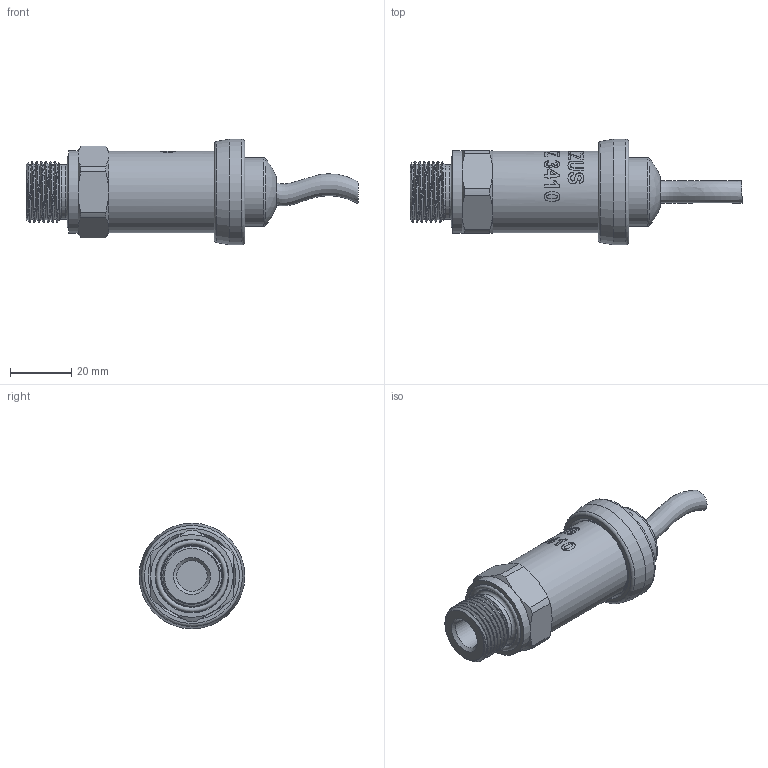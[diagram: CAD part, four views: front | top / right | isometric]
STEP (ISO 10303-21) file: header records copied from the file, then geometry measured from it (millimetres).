
FILE_DESCRIPTION(/* description */ (''),/* implementation_level */ '2;1');
FILE_NAME(/* name */ 'APZ3410_14_StainlessSteelCableGland.step',/* time_stamp */ '2021-06-17T12:52:32+03:00',/* author */ (''),/* organization */ (''),/* preprocessor_version */ 'ST-DEVELOPER v18.1',/* originating_system */ 'Autodesk Translation Framework v10.9.0.1377',/* authorisation */ '');
FILE_SCHEMA (('AUTOMOTIVE_DESIGN { 1 0 10303 214 3 1 1 }'));
Length unit declared in the file: millimetre
Products named in the file (7): APZ3410_x_y; Stainless steel cable gland assembly v4; wire; Stainless steel cable gland v2; Stainless steel cable gland nut v3; Shell; M20x1,5 DIN OPEN PORT PVC PVDF
Assembly tree (6 placements, depth 3):
  APZ3410_x_y
    Stainless steel cable gland assembly v4
      wire
      Stainless steel cable gland v2
      Stainless steel cable gland nut v3
    Shell
    M20x1,5 DIN OPEN PORT PVC PVDF
Bounding box: 108.49 x 34.5 x 34.5 mm (x, y, z)
Volume: 42647.8 mm3; surface area: 21765.8 mm2
Topology: 6 solids, 6 shells, 434 faces, 1143 edges, 750 vertices
Faces by surface type: bspline 231, cylinder 108, plane 47, cone 30, torus 17, sphere 1
Full cylindrical faces by diameter (mm): 7.2 x1, 10 x1, 13 x1, 17.8 x1, 18.137 x6, 19.85 x5, 20.5 x1, 21.4 x1, 22.3 x2, 22.4 x2, 23.7 x1, 24.035 x6, 24.5 x1, 24.884 x4, 25.132 x4, 25.157 x6, 25.2 x2, 25.5 x2, 25.526 x2, 26.5 x1, 26.85 x3, 26.98 x1, 27.208 x3, 27.7 x1, 34.5 x1
Entity records: 28157 total; most frequent: CARTESIAN_POINT 18973, ORIENTED_EDGE 2286, EDGE_CURVE 1143, DIRECTION 1129, VERTEX_POINT 750, B_SPLINE_CURVE_WITH_KNOTS 597, EDGE_LOOP 471, FACE_OUTER_BOUND 434
